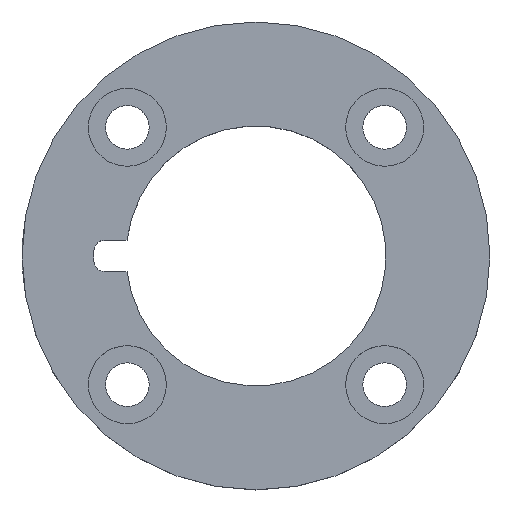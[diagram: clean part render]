
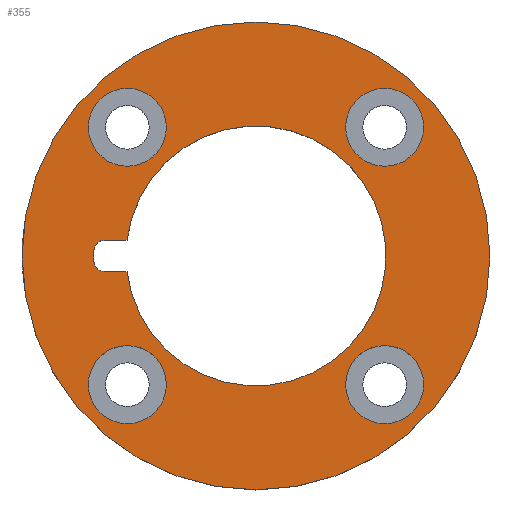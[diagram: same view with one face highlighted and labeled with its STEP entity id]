
A CAD part, top view. The second image highlights one B-rep face of the part: STEP entity #355.
In plain terms, the highlighted planar face has unit normal (0, 0, 1).
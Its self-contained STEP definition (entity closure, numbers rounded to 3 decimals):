
#5 = VERTEX_POINT ( 'NONE', #63 ) ;
#23 = CARTESIAN_POINT ( 'NONE',  ( -24.809, 3., 12.5 ) ) ;
#25 = DIRECTION ( 'NONE',  ( 0., 0., 1. ) ) ;
#31 = EDGE_CURVE ( 'NONE', #581, #581, #724, .T. ) ;
#33 = FACE_BOUND ( 'NONE', #536, .T. ) ;
#41 = AXIS2_PLACEMENT_3D ( 'NONE', #302, #423, #66 ) ;
#51 = ORIENTED_EDGE ( 'NONE', *, *, #464, .F. ) ;
#52 = CARTESIAN_POINT ( 'NONE',  ( 32.249, 24.749, 12.5 ) ) ;
#59 = CARTESIAN_POINT ( 'NONE',  ( -24.809, -3., 12.5 ) ) ;
#63 = CARTESIAN_POINT ( 'NONE',  ( 45., 0., 12.5 ) ) ;
#66 = DIRECTION ( 'NONE',  ( 1., 0., 0. ) ) ;
#81 = AXIS2_PLACEMENT_3D ( 'NONE', #480, #106, #168 ) ;
#87 = DIRECTION ( 'NONE',  ( 1., 0., 0. ) ) ;
#90 = DIRECTION ( 'NONE',  ( -1., 0., 0. ) ) ;
#91 = CARTESIAN_POINT ( 'NONE',  ( -24.749, 24.749, 12.5 ) ) ;
#95 = DIRECTION ( 'NONE',  ( 0., -1., 0. ) ) ;
#98 = FACE_BOUND ( 'NONE', #595, .T. ) ;
#106 = DIRECTION ( 'NONE',  ( 0., 0., 1. ) ) ;
#112 = CIRCLE ( 'NONE', #760, 45. ) ;
#125 = EDGE_CURVE ( 'NONE', #5, #5, #112, .T. ) ;
#131 = VERTEX_POINT ( 'NONE', #668 ) ;
#136 = CARTESIAN_POINT ( 'NONE',  ( 0., 0., 12.5 ) ) ;
#159 = DIRECTION ( 'NONE',  ( 1., 0., 0. ) ) ;
#162 = CIRCLE ( 'NONE', #600, 2. ) ;
#165 = EDGE_LOOP ( 'NONE', ( #51 ) ) ;
#168 = DIRECTION ( 'NONE',  ( 1., 0., 0. ) ) ;
#172 = CARTESIAN_POINT ( 'NONE',  ( 24.749, -24.749, 12.5 ) ) ;
#176 = CIRCLE ( 'NONE', #614, 7.5 ) ;
#182 = VERTEX_POINT ( 'NONE', #548 ) ;
#186 = DIRECTION ( 'NONE',  ( 0., 0., 1. ) ) ;
#188 = VERTEX_POINT ( 'NONE', #363 ) ;
#203 = EDGE_CURVE ( 'NONE', #651, #398, #162, .T. ) ;
#206 = ORIENTED_EDGE ( 'NONE', *, *, #402, .F. ) ;
#211 = LINE ( 'NONE', #387, #737 ) ;
#212 = FACE_OUTER_BOUND ( 'NONE', #331, .T. ) ;
#228 = DIRECTION ( 'NONE',  ( 0., 0., 1. ) ) ;
#239 = AXIS2_PLACEMENT_3D ( 'NONE', #369, #186, #543 ) ;
#240 = CARTESIAN_POINT ( 'NONE',  ( -17.249, 24.749, 12.5 ) ) ;
#250 = VERTEX_POINT ( 'NONE', #723 ) ;
#251 = CARTESIAN_POINT ( 'NONE',  ( -29.19, 1., 12.5 ) ) ;
#264 = EDGE_CURVE ( 'NONE', #250, #640, #746, .T. ) ;
#268 = PLANE ( 'NONE',  #542 ) ;
#279 = FACE_BOUND ( 'NONE', #165, .T. ) ;
#289 = CIRCLE ( 'NONE', #589, 2. ) ;
#290 = ORIENTED_EDGE ( 'NONE', *, *, #328, .F. ) ;
#293 = ORIENTED_EDGE ( 'NONE', *, *, #31, .F. ) ;
#297 = CARTESIAN_POINT ( 'NONE',  ( -31.19, 1., 12.5 ) ) ;
#298 = EDGE_LOOP ( 'NONE', ( #358, #206, #684, #343, #408, #749 ) ) ;
#302 = CARTESIAN_POINT ( 'NONE',  ( 24.749, 24.749, 12.5 ) ) ;
#305 = DIRECTION ( 'NONE',  ( 1., 0., 0. ) ) ;
#328 = EDGE_CURVE ( 'NONE', #721, #721, #528, .T. ) ;
#330 = DIRECTION ( 'NONE',  ( 1., 0., 0. ) ) ;
#331 = EDGE_LOOP ( 'NONE', ( #707 ) ) ;
#332 = CARTESIAN_POINT ( 'NONE',  ( -24.809, 3., 12.5 ) ) ;
#337 = CARTESIAN_POINT ( 'NONE',  ( 0., 0., 12.5 ) ) ;
#343 = ORIENTED_EDGE ( 'NONE', *, *, #527, .F. ) ;
#355 = ADVANCED_FACE ( 'NONE', ( #683, #98, #33, #279, #212, #394 ), #268, .T. ) ;
#358 = ORIENTED_EDGE ( 'NONE', *, *, #574, .F. ) ;
#363 = CARTESIAN_POINT ( 'NONE',  ( 32.249, -24.749, 12.5 ) ) ;
#367 = EDGE_LOOP ( 'NONE', ( #290 ) ) ;
#369 = CARTESIAN_POINT ( 'NONE',  ( -24.749, -24.749, 12.5 ) ) ;
#380 = CIRCLE ( 'NONE', #239, 7.5 ) ;
#382 = DIRECTION ( 'NONE',  ( 0., 0., 1. ) ) ;
#387 = CARTESIAN_POINT ( 'NONE',  ( -31.19, 1., 12.5 ) ) ;
#394 = FACE_BOUND ( 'NONE', #298, .T. ) ;
#396 = CARTESIAN_POINT ( 'NONE',  ( -29.19, -1., 12.5 ) ) ;
#398 = VERTEX_POINT ( 'NONE', #297 ) ;
#402 = EDGE_CURVE ( 'NONE', #640, #481, #403, .T. ) ;
#403 = CIRCLE ( 'NONE', #81, 24.99 ) ;
#406 = EDGE_CURVE ( 'NONE', #188, #188, #176, .T. ) ;
#408 = ORIENTED_EDGE ( 'NONE', *, *, #563, .F. ) ;
#420 = AXIS2_PLACEMENT_3D ( 'NONE', #91, #577, #87 ) ;
#423 = DIRECTION ( 'NONE',  ( 0., 0., 1. ) ) ;
#430 = DIRECTION ( 'NONE',  ( 0., 0., 1. ) ) ;
#456 = CARTESIAN_POINT ( 'NONE',  ( -29.19, -3., 12.5 ) ) ;
#464 = EDGE_CURVE ( 'NONE', #131, #131, #380, .T. ) ;
#477 = DIRECTION ( 'NONE',  ( 1., 0., 0. ) ) ;
#480 = CARTESIAN_POINT ( 'NONE',  ( 0., 0., 12.5 ) ) ;
#481 = VERTEX_POINT ( 'NONE', #23 ) ;
#520 = CARTESIAN_POINT ( 'NONE',  ( -29.19, 3., 12.5 ) ) ;
#527 = EDGE_CURVE ( 'NONE', #182, #250, #289, .T. ) ;
#528 = CIRCLE ( 'NONE', #420, 7.5 ) ;
#536 = EDGE_LOOP ( 'NONE', ( #752 ) ) ;
#542 = AXIS2_PLACEMENT_3D ( 'NONE', #337, #628, #330 ) ;
#543 = DIRECTION ( 'NONE',  ( 1., 0., 0. ) ) ;
#548 = CARTESIAN_POINT ( 'NONE',  ( -31.19, -1., 12.5 ) ) ;
#549 = DIRECTION ( 'NONE',  ( 1., 0., 0. ) ) ;
#563 = EDGE_CURVE ( 'NONE', #398, #182, #211, .T. ) ;
#574 = EDGE_CURVE ( 'NONE', #481, #651, #745, .T. ) ;
#577 = DIRECTION ( 'NONE',  ( 0., 0., 1. ) ) ;
#581 = VERTEX_POINT ( 'NONE', #52 ) ;
#589 = AXIS2_PLACEMENT_3D ( 'NONE', #396, #25, #632 ) ;
#595 = EDGE_LOOP ( 'NONE', ( #293 ) ) ;
#600 = AXIS2_PLACEMENT_3D ( 'NONE', #251, #430, #305 ) ;
#614 = AXIS2_PLACEMENT_3D ( 'NONE', #172, #228, #477 ) ;
#628 = DIRECTION ( 'NONE',  ( 0., 0., 1. ) ) ;
#632 = DIRECTION ( 'NONE',  ( 1., 0., 0. ) ) ;
#640 = VERTEX_POINT ( 'NONE', #59 ) ;
#651 = VERTEX_POINT ( 'NONE', #520 ) ;
#668 = CARTESIAN_POINT ( 'NONE',  ( -17.249, -24.749, 12.5 ) ) ;
#683 = FACE_BOUND ( 'NONE', #367, .T. ) ;
#684 = ORIENTED_EDGE ( 'NONE', *, *, #264, .F. ) ;
#697 = VECTOR ( 'NONE', #159, 1000. ) ;
#707 = ORIENTED_EDGE ( 'NONE', *, *, #125, .T. ) ;
#713 = VECTOR ( 'NONE', #90, 1000. ) ;
#721 = VERTEX_POINT ( 'NONE', #240 ) ;
#723 = CARTESIAN_POINT ( 'NONE',  ( -29.19, -3., 12.5 ) ) ;
#724 = CIRCLE ( 'NONE', #41, 7.5 ) ;
#737 = VECTOR ( 'NONE', #95, 1000. ) ;
#745 = LINE ( 'NONE', #332, #713 ) ;
#746 = LINE ( 'NONE', #456, #697 ) ;
#749 = ORIENTED_EDGE ( 'NONE', *, *, #203, .F. ) ;
#752 = ORIENTED_EDGE ( 'NONE', *, *, #406, .F. ) ;
#760 = AXIS2_PLACEMENT_3D ( 'NONE', #136, #382, #549 ) ;
